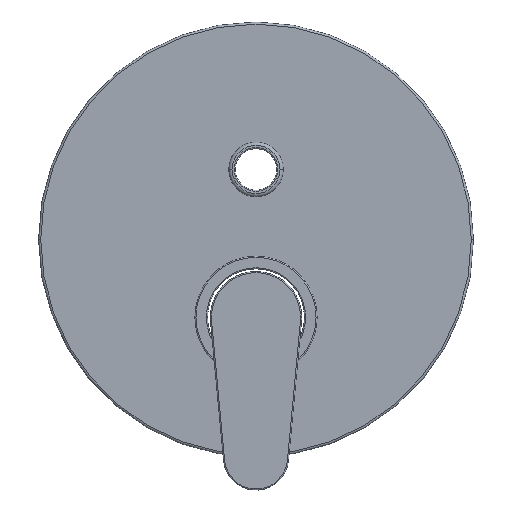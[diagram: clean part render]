
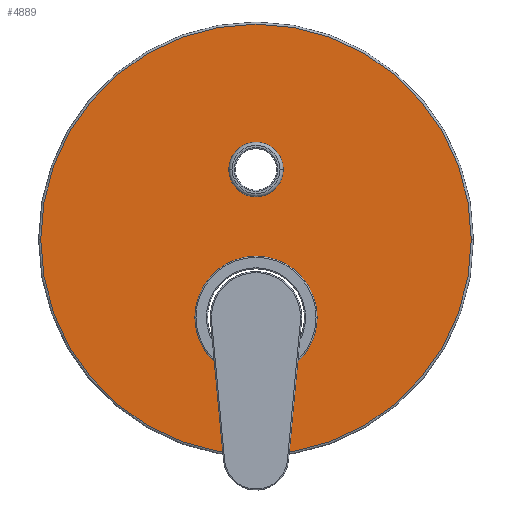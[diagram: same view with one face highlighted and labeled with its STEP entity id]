
A CAD part, top view. The second image highlights one B-rep face of the part: STEP entity #4889.
In plain terms, the highlighted planar face has unit normal (0, 0, 1).
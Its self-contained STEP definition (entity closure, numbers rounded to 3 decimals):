
#4043=CARTESIAN_POINT('',(0.,35.8,-2.));
#4044=DIRECTION('',(0.,0.,1.));
#4045=DIRECTION('',(1.,0.,0.));
#4046=AXIS2_PLACEMENT_3D('',#4043,#4044,#4045);
#4048=CARTESIAN_POINT('',(0.,35.8,-2.));
#4049=DIRECTION('',(0.,0.,1.));
#4050=DIRECTION('',(-1.,0.,0.));
#4051=AXIS2_PLACEMENT_3D('',#4048,#4049,#4050);
#4053=CARTESIAN_POINT('',(0.,68.,-2.));
#4054=DIRECTION('',(0.,0.,-1.));
#4055=DIRECTION('',(-1.,0.,0.));
#4056=AXIS2_PLACEMENT_3D('',#4053,#4054,#4055);
#4058=CARTESIAN_POINT('',(0.,68.,-2.));
#4059=DIRECTION('',(0.,0.,-1.));
#4060=DIRECTION('',(1.,0.,0.));
#4061=AXIS2_PLACEMENT_3D('',#4058,#4059,#4060);
#4063=CARTESIAN_POINT('',(0.,0.,-2.));
#4064=DIRECTION('',(0.,0.,-1.));
#4065=DIRECTION('',(-1.,0.,0.));
#4066=AXIS2_PLACEMENT_3D('',#4063,#4064,#4065);
#4068=CARTESIAN_POINT('',(0.,0.,-2.));
#4069=DIRECTION('',(0.,0.,-1.));
#4070=DIRECTION('',(1.,0.,0.));
#4071=AXIS2_PLACEMENT_3D('',#4068,#4069,#4070);
#4592=CARTESIAN_POINT('',(99.,35.8,-2.));
#4593=CARTESIAN_POINT('',(-99.,35.8,-2.));
#4594=VERTEX_POINT('',#4592);
#4595=VERTEX_POINT('',#4593);
#4656=CARTESIAN_POINT('',(-12.55,68.,-2.));
#4657=CARTESIAN_POINT('',(12.55,68.,-2.));
#4658=VERTEX_POINT('',#4656);
#4659=VERTEX_POINT('',#4657);
#4712=CARTESIAN_POINT('',(-27.6,0.,-2.));
#4713=CARTESIAN_POINT('',(27.6,0.,-2.));
#4714=VERTEX_POINT('',#4712);
#4715=VERTEX_POINT('',#4713);
#4867=CARTESIAN_POINT('',(0.,35.8,-2.));
#4868=DIRECTION('',(0.,0.,-1.));
#4869=DIRECTION('',(-1.,0.,0.));
#4870=AXIS2_PLACEMENT_3D('',#4867,#4868,#4869);
#4871=PLANE('',#4870);
#4873=ORIENTED_EDGE('',*,*,#4872,.F.);
#4875=ORIENTED_EDGE('',*,*,#4874,.F.);
#4876=EDGE_LOOP('',(#4873,#4875));
#4877=FACE_OUTER_BOUND('',#4876,.F.);
#4879=ORIENTED_EDGE('',*,*,#4878,.F.);
#4881=ORIENTED_EDGE('',*,*,#4880,.F.);
#4882=EDGE_LOOP('',(#4879,#4881));
#4883=FACE_BOUND('',#4882,.F.);
#4885=ORIENTED_EDGE('',*,*,#4884,.F.);
#4886=ORIENTED_EDGE('',*,*,#4850,.F.);
#4887=EDGE_LOOP('',(#4885,#4886));
#4888=FACE_BOUND('',#4887,.F.);
#4889=ADVANCED_FACE('',(#4877,#4883,#4888),#4871,.F.);
#4047=CIRCLE('',#4046,99.);
#4052=CIRCLE('',#4051,99.);
#4057=CIRCLE('',#4056,12.55);
#4062=CIRCLE('',#4061,12.55);
#4067=CIRCLE('',#4066,27.6);
#4072=CIRCLE('',#4071,27.6);
#4850=EDGE_CURVE('',#4715,#4714,#4072,.T.);
#4872=EDGE_CURVE('',#4594,#4595,#4047,.T.);
#4874=EDGE_CURVE('',#4595,#4594,#4052,.T.);
#4878=EDGE_CURVE('',#4658,#4659,#4057,.T.);
#4880=EDGE_CURVE('',#4659,#4658,#4062,.T.);
#4884=EDGE_CURVE('',#4714,#4715,#4067,.T.);
